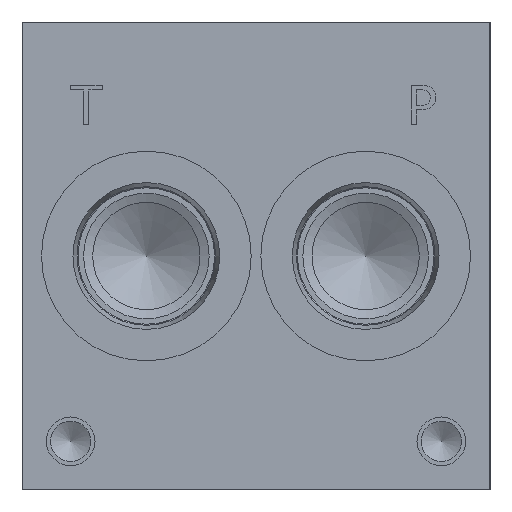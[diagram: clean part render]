
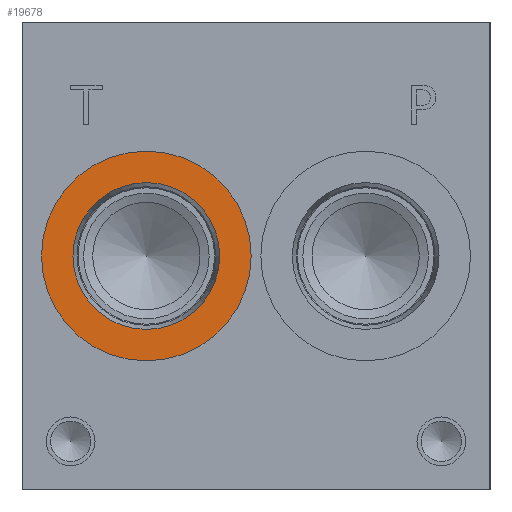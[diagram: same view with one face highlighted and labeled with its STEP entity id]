
A CAD part, left-side view. The second image highlights one B-rep face of the part: STEP entity #19678.
In plain terms, the highlighted planar face has unit normal (-1, 0, 0).
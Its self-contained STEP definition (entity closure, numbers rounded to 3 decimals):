
#432=CIRCLE('',#20607,17.069);
#433=CIRCLE('',#20608,17.069);
#434=CIRCLE('',#20610,11.951);
#435=CIRCLE('',#20611,11.951);
#1084=FACE_BOUND('',#3780,.T.);
#2636=FACE_OUTER_BOUND('',#3779,.T.);
#3779=EDGE_LOOP('',(#16113,#16114));
#3780=EDGE_LOOP('',(#16115,#16116));
#8829=VERTEX_POINT('',#33238);
#8830=VERTEX_POINT('',#33240);
#8831=VERTEX_POINT('',#33244);
#8832=VERTEX_POINT('',#33245);
#11417=EDGE_CURVE('',#8829,#8830,#432,.T.);
#11418=EDGE_CURVE('',#8830,#8829,#433,.T.);
#11419=EDGE_CURVE('',#8831,#8832,#434,.T.);
#11420=EDGE_CURVE('',#8832,#8831,#435,.T.);
#16113=ORIENTED_EDGE('',*,*,#11418,.F.);
#16114=ORIENTED_EDGE('',*,*,#11417,.F.);
#16115=ORIENTED_EDGE('',*,*,#11419,.T.);
#16116=ORIENTED_EDGE('',*,*,#11420,.T.);
#18263=PLANE('',#20609);
#19678=ADVANCED_FACE('',(#2636,#1084),#18263,.F.);
#20607=AXIS2_PLACEMENT_3D('',#33241,#24024,#24025);
#20608=AXIS2_PLACEMENT_3D('',#33242,#24026,#24027);
#20609=AXIS2_PLACEMENT_3D('',#33243,#24028,#24029);
#20610=AXIS2_PLACEMENT_3D('',#33246,#24030,#24031);
#20611=AXIS2_PLACEMENT_3D('',#33247,#24032,#24033);
#24024=DIRECTION('center_axis',(1.,0.,0.));
#24025=DIRECTION('ref_axis',(0.,0.,-1.));
#24026=DIRECTION('center_axis',(1.,0.,0.));
#24027=DIRECTION('ref_axis',(0.,0.,-1.));
#24028=DIRECTION('center_axis',(1.,0.,0.));
#24029=DIRECTION('ref_axis',(0.,0.,-1.));
#24030=DIRECTION('center_axis',(1.,0.,0.));
#24031=DIRECTION('ref_axis',(0.,0.,-1.));
#24032=DIRECTION('center_axis',(1.,0.,0.));
#24033=DIRECTION('ref_axis',(0.,0.,-1.));
#33238=CARTESIAN_POINT('',(0.787,55.956,21.031));
#33240=CARTESIAN_POINT('',(0.787,55.956,55.169));
#33241=CARTESIAN_POINT('Origin',(0.787,55.956,38.1));
#33242=CARTESIAN_POINT('Origin',(0.787,55.956,38.1));
#33243=CARTESIAN_POINT('Origin',(0.787,55.956,50.051));
#33244=CARTESIAN_POINT('',(0.787,55.956,50.051));
#33245=CARTESIAN_POINT('',(0.787,55.956,26.149));
#33246=CARTESIAN_POINT('Origin',(0.787,55.956,38.1));
#33247=CARTESIAN_POINT('Origin',(0.787,55.956,38.1));
